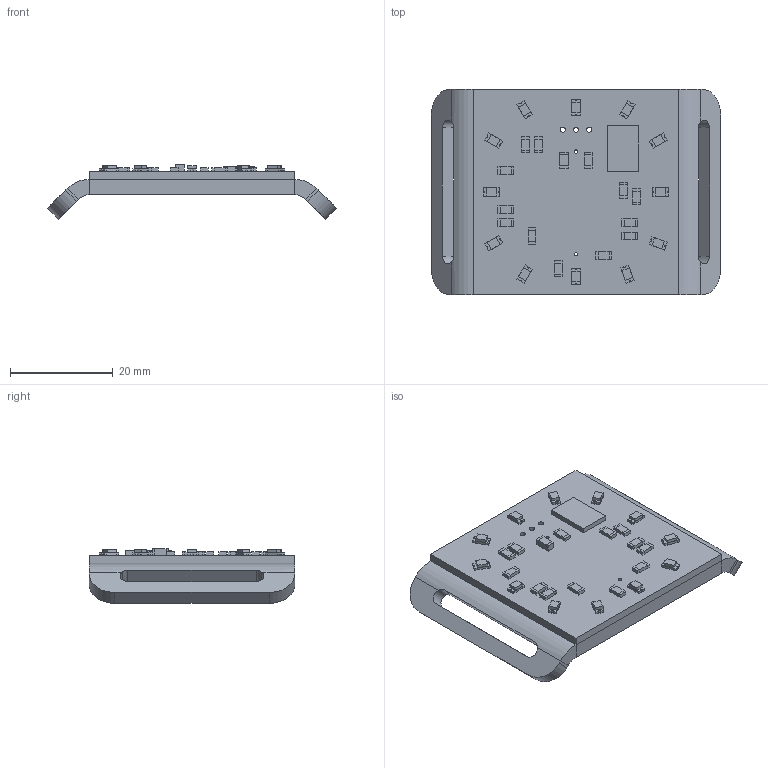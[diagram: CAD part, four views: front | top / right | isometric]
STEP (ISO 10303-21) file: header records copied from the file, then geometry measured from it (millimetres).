
FILE_DESCRIPTION(/* description */ (''),/* implementation_level */ '2;1');
FILE_NAME(/* name */ 'COMPLET_WATCH_LT v3.step',/* time_stamp */ '2020-11-18T16:18:07+01:00',/* author */ (''),/* organization */ (''),/* preprocessor_version */ 'ST-DEVELOPER v18.1',/* originating_system */ 'Autodesk Translation Framework v9.3.0.1241',/* authorisation */ '');
FILE_SCHEMA (('AUTOMOTIVE_DESIGN { 1 0 10303 214 3 1 1 }'));
Length unit declared in the file: millimetre
Products named in the file (8): COMPLET_WATCH_LT; WATCH_LOW_TECH; PCB Component; Board; C1206; R1206; LEDFAB1206; 6MM_SWITCH
Assembly tree (30 placements, depth 4):
  COMPLET_WATCH_LT
    WATCH_LOW_TECH
      PCB Component
        Board
        C1206
        R1206  x13
        LEDFAB1206  x12
        6MM_SWITCH
Bounding box: 56.28 x 40 x 10.65 mm (x, y, z)
Volume: 7546.6 mm3; surface area: 8520.4 mm2
Topology: 29 solids, 29 shells, 587 faces, 1543 edges, 1022 vertices
Faces by surface type: plane 539, cylinder 44, bspline 4
Full cylindrical faces by diameter (mm): 0.65 x2, 1.016 x3
Entity records: 4332 total; most frequent: CARTESIAN_POINT 769, DIRECTION 667, ORIENTED_EDGE 638, EDGE_CURVE 319, LINE 267, VECTOR 267, VERTEX_POINT 206, AXIS2_PLACEMENT_3D 200
